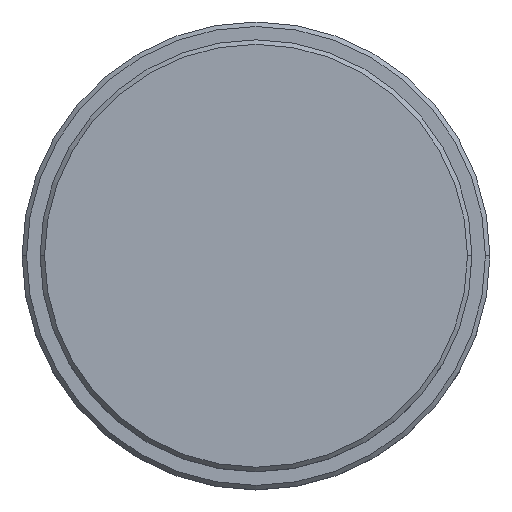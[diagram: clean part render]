
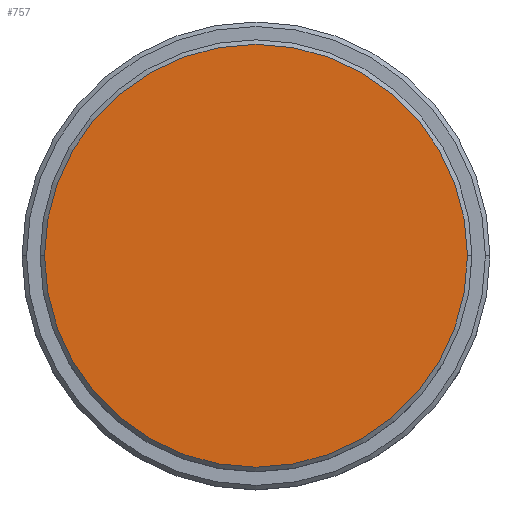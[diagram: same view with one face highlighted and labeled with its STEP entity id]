
A CAD part, top view. The second image highlights one B-rep face of the part: STEP entity #757.
In plain terms, the highlighted planar face has unit normal (0, 0, 1).
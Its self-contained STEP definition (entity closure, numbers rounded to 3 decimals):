
#17 = AXIS2_PLACEMENT_3D ( 'NONE', #1046, #1163, #1061 ) ;
#19 = DIRECTION ( 'NONE',  ( 1., 0., 0. ) ) ;
#58 = CARTESIAN_POINT ( 'NONE',  ( 0., 0., 0. ) ) ;
#268 = EDGE_CURVE ( 'NONE', #414, #578, #658, .T. ) ;
#348 = CARTESIAN_POINT ( 'NONE',  ( -23.5, 0., 0. ) ) ;
#389 = DIRECTION ( 'NONE',  ( 0., 0., 1. ) ) ;
#414 = VERTEX_POINT ( 'NONE', #716 ) ;
#578 = VERTEX_POINT ( 'NONE', #348 ) ;
#582 = CIRCLE ( 'NONE', #1290, 23.5 ) ;
#601 = EDGE_LOOP ( 'NONE', ( #1350, #1107 ) ) ;
#634 = AXIS2_PLACEMENT_3D ( 'NONE', #1315, #761, #19 ) ;
#658 = CIRCLE ( 'NONE', #17, 23.5 ) ;
#667 = FACE_OUTER_BOUND ( 'NONE', #601, .T. ) ;
#716 = CARTESIAN_POINT ( 'NONE',  ( 23.5, 0., 0. ) ) ;
#757 = ADVANCED_FACE ( 'NONE', ( #667 ), #1300, .T. ) ;
#761 = DIRECTION ( 'NONE',  ( 0., 0., 1. ) ) ;
#917 = EDGE_CURVE ( 'NONE', #578, #414, #582, .T. ) ;
#1046 = CARTESIAN_POINT ( 'NONE',  ( 0., 0., 0. ) ) ;
#1061 = DIRECTION ( 'NONE',  ( 1., 0., 0. ) ) ;
#1107 = ORIENTED_EDGE ( 'NONE', *, *, #268, .T. ) ;
#1163 = DIRECTION ( 'NONE',  ( 0., 0., 1. ) ) ;
#1267 = DIRECTION ( 'NONE',  ( 1., 0., 0. ) ) ;
#1290 = AXIS2_PLACEMENT_3D ( 'NONE', #58, #389, #1267 ) ;
#1300 = PLANE ( 'NONE',  #634 ) ;
#1315 = CARTESIAN_POINT ( 'NONE',  ( 0., 0., 0. ) ) ;
#1350 = ORIENTED_EDGE ( 'NONE', *, *, #917, .T. ) ;
